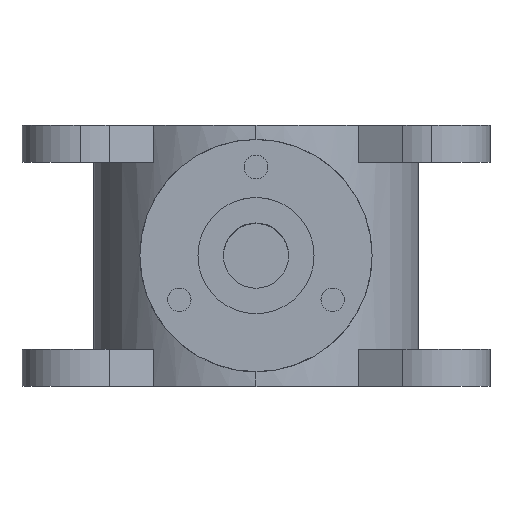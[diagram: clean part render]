
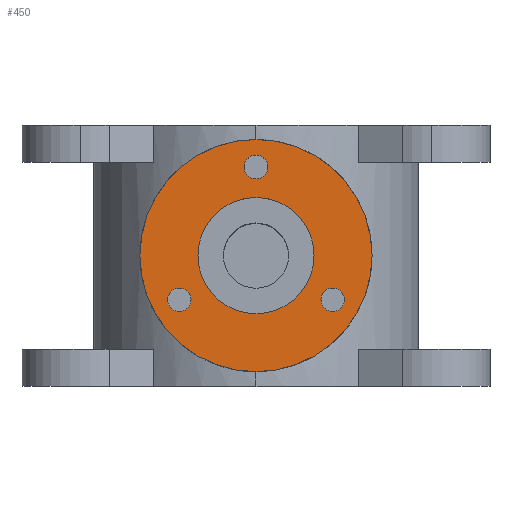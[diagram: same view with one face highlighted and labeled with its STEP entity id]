
A CAD part, top view. The second image highlights one B-rep face of the part: STEP entity #450.
In plain terms, the highlighted planar face has unit normal (0, 0, 1).
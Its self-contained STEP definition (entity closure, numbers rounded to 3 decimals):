
#6 = ORIENTED_EDGE ( 'NONE', *, *, #1521, .F. ) ;
#41 = CIRCLE ( 'NONE', #358, 50. ) ;
#84 = CARTESIAN_POINT ( 'NONE',  ( 66.078, -38.15, 162.5 ) ) ;
#147 = CARTESIAN_POINT ( 'NONE',  ( -10.15, 76.3, 162.5 ) ) ;
#155 = EDGE_CURVE ( 'NONE', #597, #1881, #969, .T. ) ;
#167 = CIRCLE ( 'NONE', #2158, 10.15 ) ;
#206 = VERTEX_POINT ( 'NONE', #147 ) ;
#217 = CARTESIAN_POINT ( 'NONE',  ( 55.928, -38.15, 162.5 ) ) ;
#272 = DIRECTION ( 'NONE',  ( 0., 0., 1. ) ) ;
#293 = CIRCLE ( 'NONE', #422, 100. ) ;
#306 = CIRCLE ( 'NONE', #791, 10.15 ) ;
#358 = AXIS2_PLACEMENT_3D ( 'NONE', #2005, #2197, #509 ) ;
#400 = DIRECTION ( 'NONE',  ( 0., 0., 1. ) ) ;
#422 = AXIS2_PLACEMENT_3D ( 'NONE', #487, #1100, #2431 ) ;
#445 = VERTEX_POINT ( 'NONE', #2604 ) ;
#450 = ADVANCED_FACE ( 'NONE', ( #701, #1319, #504, #1076, #657 ), #1361, .T. ) ;
#487 = CARTESIAN_POINT ( 'NONE',  ( 0., 0., 162.5 ) ) ;
#504 = FACE_BOUND ( 'NONE', #1049, .T. ) ;
#509 = DIRECTION ( 'NONE',  ( 1., 0., 0. ) ) ;
#570 = EDGE_CURVE ( 'NONE', #1771, #833, #2475, .T. ) ;
#597 = VERTEX_POINT ( 'NONE', #2690 ) ;
#621 = EDGE_LOOP ( 'NONE', ( #1528, #1847 ) ) ;
#652 = EDGE_CURVE ( 'NONE', #445, #206, #1854, .T. ) ;
#657 = FACE_OUTER_BOUND ( 'NONE', #621, .T. ) ;
#664 = CARTESIAN_POINT ( 'NONE',  ( -100., 0., 162.5 ) ) ;
#698 = CARTESIAN_POINT ( 'NONE',  ( -50., 0., 162.5 ) ) ;
#701 = FACE_BOUND ( 'NONE', #1689, .T. ) ;
#723 = CARTESIAN_POINT ( 'NONE',  ( 0., 0., 162.5 ) ) ;
#725 = DIRECTION ( 'NONE',  ( 1., 0., 0. ) ) ;
#730 = EDGE_CURVE ( 'NONE', #2623, #1209, #293, .T. ) ;
#791 = AXIS2_PLACEMENT_3D ( 'NONE', #2118, #1501, #2772 ) ;
#831 = EDGE_LOOP ( 'NONE', ( #864, #2451 ) ) ;
#833 = VERTEX_POINT ( 'NONE', #698 ) ;
#843 = DIRECTION ( 'NONE',  ( 1., 0., 0. ) ) ;
#864 = ORIENTED_EDGE ( 'NONE', *, *, #652, .F. ) ;
#867 = AXIS2_PLACEMENT_3D ( 'NONE', #2543, #1442, #1458 ) ;
#911 = DIRECTION ( 'NONE',  ( 0., 0., 1. ) ) ;
#969 = CIRCLE ( 'NONE', #1696, 10.15 ) ;
#1049 = EDGE_LOOP ( 'NONE', ( #6, #1714 ) ) ;
#1076 = FACE_BOUND ( 'NONE', #831, .T. ) ;
#1100 = DIRECTION ( 'NONE',  ( 0., 0., 1. ) ) ;
#1157 = DIRECTION ( 'NONE',  ( 1., 0., 0. ) ) ;
#1209 = VERTEX_POINT ( 'NONE', #2673 ) ;
#1315 = VERTEX_POINT ( 'NONE', #1391 ) ;
#1319 = FACE_BOUND ( 'NONE', #1896, .T. ) ;
#1351 = DIRECTION ( 'NONE',  ( 1., 0., 0. ) ) ;
#1361 = PLANE ( 'NONE',  #2501 ) ;
#1383 = AXIS2_PLACEMENT_3D ( 'NONE', #2236, #2680, #725 ) ;
#1391 = CARTESIAN_POINT ( 'NONE',  ( -55.928, -38.15, 162.5 ) ) ;
#1396 = EDGE_CURVE ( 'NONE', #2491, #1315, #306, .T. ) ;
#1421 = ORIENTED_EDGE ( 'NONE', *, *, #570, .F. ) ;
#1442 = DIRECTION ( 'NONE',  ( 0., 0., 1. ) ) ;
#1458 = DIRECTION ( 'NONE',  ( 1., 0., 0. ) ) ;
#1464 = CARTESIAN_POINT ( 'NONE',  ( 0., 76.3, 162.5 ) ) ;
#1501 = DIRECTION ( 'NONE',  ( 0., 0., 1. ) ) ;
#1503 = DIRECTION ( 'NONE',  ( 1., 0., 0. ) ) ;
#1515 = CARTESIAN_POINT ( 'NONE',  ( 0., 0., 162.5 ) ) ;
#1521 = EDGE_CURVE ( 'NONE', #1315, #2491, #167, .T. ) ;
#1526 = AXIS2_PLACEMENT_3D ( 'NONE', #1464, #2165, #1503 ) ;
#1528 = ORIENTED_EDGE ( 'NONE', *, *, #1618, .T. ) ;
#1571 = DIRECTION ( 'NONE',  ( 1., 0., 0. ) ) ;
#1618 = EDGE_CURVE ( 'NONE', #1209, #2623, #1878, .T. ) ;
#1649 = CARTESIAN_POINT ( 'NONE',  ( 50., 0., 162.5 ) ) ;
#1650 = ORIENTED_EDGE ( 'NONE', *, *, #2672, .F. ) ;
#1673 = AXIS2_PLACEMENT_3D ( 'NONE', #1903, #400, #843 ) ;
#1689 = EDGE_LOOP ( 'NONE', ( #1421, #2052 ) ) ;
#1696 = AXIS2_PLACEMENT_3D ( 'NONE', #84, #911, #1157 ) ;
#1714 = ORIENTED_EDGE ( 'NONE', *, *, #1396, .F. ) ;
#1771 = VERTEX_POINT ( 'NONE', #1649 ) ;
#1847 = ORIENTED_EDGE ( 'NONE', *, *, #730, .T. ) ;
#1854 = CIRCLE ( 'NONE', #867, 10.15 ) ;
#1878 = CIRCLE ( 'NONE', #1383, 100. ) ;
#1881 = VERTEX_POINT ( 'NONE', #217 ) ;
#1896 = EDGE_LOOP ( 'NONE', ( #2185, #1650 ) ) ;
#1903 = CARTESIAN_POINT ( 'NONE',  ( 66.078, -38.15, 162.5 ) ) ;
#1979 = CIRCLE ( 'NONE', #1526, 10.15 ) ;
#2005 = CARTESIAN_POINT ( 'NONE',  ( 0., 0., 162.5 ) ) ;
#2024 = DIRECTION ( 'NONE',  ( 1., 0., 0. ) ) ;
#2052 = ORIENTED_EDGE ( 'NONE', *, *, #2244, .F. ) ;
#2118 = CARTESIAN_POINT ( 'NONE',  ( -66.078, -38.15, 162.5 ) ) ;
#2158 = AXIS2_PLACEMENT_3D ( 'NONE', #2209, #2660, #1351 ) ;
#2165 = DIRECTION ( 'NONE',  ( 0., 0., 1. ) ) ;
#2185 = ORIENTED_EDGE ( 'NONE', *, *, #155, .F. ) ;
#2197 = DIRECTION ( 'NONE',  ( 0., 0., 1. ) ) ;
#2209 = CARTESIAN_POINT ( 'NONE',  ( -66.078, -38.15, 162.5 ) ) ;
#2236 = CARTESIAN_POINT ( 'NONE',  ( 0., 0., 162.5 ) ) ;
#2244 = EDGE_CURVE ( 'NONE', #833, #1771, #41, .T. ) ;
#2351 = EDGE_CURVE ( 'NONE', #206, #445, #1979, .T. ) ;
#2431 = DIRECTION ( 'NONE',  ( 1., 0., 0. ) ) ;
#2451 = ORIENTED_EDGE ( 'NONE', *, *, #2351, .F. ) ;
#2460 = DIRECTION ( 'NONE',  ( 0., 0., 1. ) ) ;
#2475 = CIRCLE ( 'NONE', #2694, 50. ) ;
#2491 = VERTEX_POINT ( 'NONE', #2524 ) ;
#2501 = AXIS2_PLACEMENT_3D ( 'NONE', #1515, #272, #1571 ) ;
#2524 = CARTESIAN_POINT ( 'NONE',  ( -76.228, -38.15, 162.5 ) ) ;
#2543 = CARTESIAN_POINT ( 'NONE',  ( 0., 76.3, 162.5 ) ) ;
#2604 = CARTESIAN_POINT ( 'NONE',  ( 10.15, 76.3, 162.5 ) ) ;
#2623 = VERTEX_POINT ( 'NONE', #664 ) ;
#2660 = DIRECTION ( 'NONE',  ( 0., 0., 1. ) ) ;
#2672 = EDGE_CURVE ( 'NONE', #1881, #597, #2719, .T. ) ;
#2673 = CARTESIAN_POINT ( 'NONE',  ( 100., 0., 162.5 ) ) ;
#2680 = DIRECTION ( 'NONE',  ( 0., 0., 1. ) ) ;
#2690 = CARTESIAN_POINT ( 'NONE',  ( 76.228, -38.15, 162.5 ) ) ;
#2694 = AXIS2_PLACEMENT_3D ( 'NONE', #723, #2460, #2024 ) ;
#2719 = CIRCLE ( 'NONE', #1673, 10.15 ) ;
#2772 = DIRECTION ( 'NONE',  ( 1., 0., 0. ) ) ;
